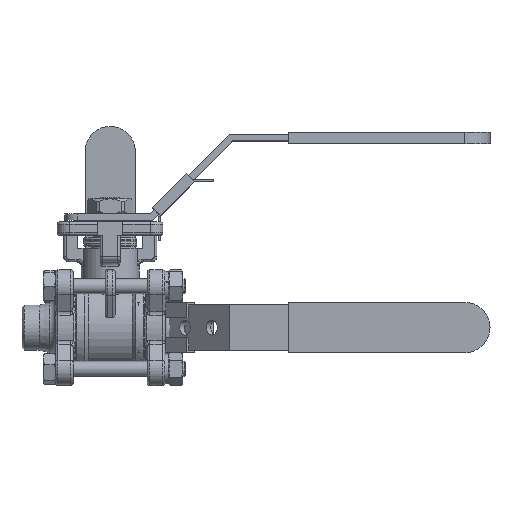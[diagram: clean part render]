
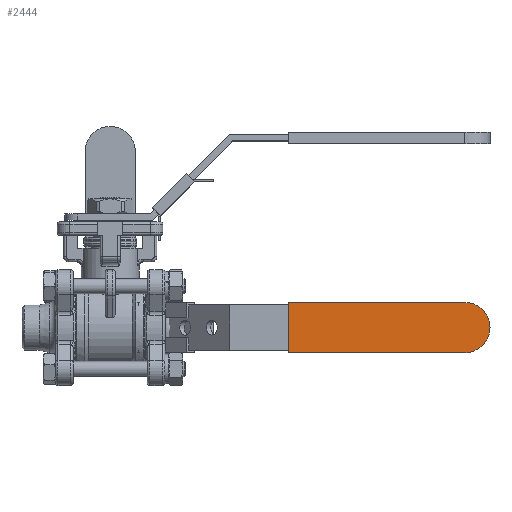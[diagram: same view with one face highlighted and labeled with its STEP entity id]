
A CAD part, top view. The second image highlights one B-rep face of the part: STEP entity #2444.
In plain terms, the highlighted planar face has unit normal (0, 0, 1).
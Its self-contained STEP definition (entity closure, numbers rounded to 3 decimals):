
#2444 = ADVANCED_FACE( '', ( #5160 ), #5161, .F. );
#5160 = FACE_OUTER_BOUND( '', #24828, .T. );
#5161 = PLANE( '', #24829 );
#24828 = EDGE_LOOP( '', ( #36178, #36179, #36180, #36181 ) );
#24829 = AXIS2_PLACEMENT_3D( '', #36182, #36183, #36184 );
#36178 = ORIENTED_EDGE( '', *, *, #40488, .T. );
#36179 = ORIENTED_EDGE( '', *, *, #40366, .T. );
#36180 = ORIENTED_EDGE( '', *, *, #40063, .T. );
#36181 = ORIENTED_EDGE( '', *, *, #39922, .F. );
#36182 = CARTESIAN_POINT( '', ( -10., 80., 2.25 ) );
#36183 = DIRECTION( '', ( 0., 0., -1. ) );
#36184 = DIRECTION( '', ( -1., 0., 0. ) );
#39922 = EDGE_CURVE( '', #44375, #44377, #44378, .T. );
#40063 = EDGE_CURVE( '', #44546, #44377, #44549, .T. );
#40366 = EDGE_CURVE( '', #44916, #44546, #44917, .T. );
#40488 = EDGE_CURVE( '', #44375, #44916, #45057, .F. );
#44375 = VERTEX_POINT( '', #56081 );
#44377 = VERTEX_POINT( '', #56084 );
#44378 = LINE( '', #56085, #56086 );
#44546 = VERTEX_POINT( '', #56587 );
#44549 = LINE( '', #56592, #56593 );
#44916 = VERTEX_POINT( '', #57690 );
#44917 = LINE( '', #57691, #57692 );
#45057 = CIRCLE( '', #58123, 10. );
#56081 = CARTESIAN_POINT( '', ( 10., 70., 2.25 ) );
#56084 = CARTESIAN_POINT( '', ( 10., 0., 2.25 ) );
#56085 = CARTESIAN_POINT( '', ( 10., 80., 2.25 ) );
#56086 = VECTOR( '', #60898, 1000. );
#56587 = CARTESIAN_POINT( '', ( -10., 0., 2.25 ) );
#56592 = CARTESIAN_POINT( '', ( -10., 0., 2.25 ) );
#56593 = VECTOR( '', #60996, 1000. );
#57690 = CARTESIAN_POINT( '', ( -10., 70., 2.25 ) );
#57691 = CARTESIAN_POINT( '', ( -10., 80., 2.25 ) );
#57692 = VECTOR( '', #61262, 1000. );
#58123 = AXIS2_PLACEMENT_3D( '', #61356, #61357, #61358 );
#60898 = DIRECTION( '', ( 0., -1., 0. ) );
#60996 = DIRECTION( '', ( 1., 0., 0. ) );
#61262 = DIRECTION( '', ( 0., -1., 0. ) );
#61356 = CARTESIAN_POINT( '', ( 0., 70., 2.25 ) );
#61357 = DIRECTION( '', ( 0., 0., -1. ) );
#61358 = DIRECTION( '', ( -1., 0., 0. ) );
